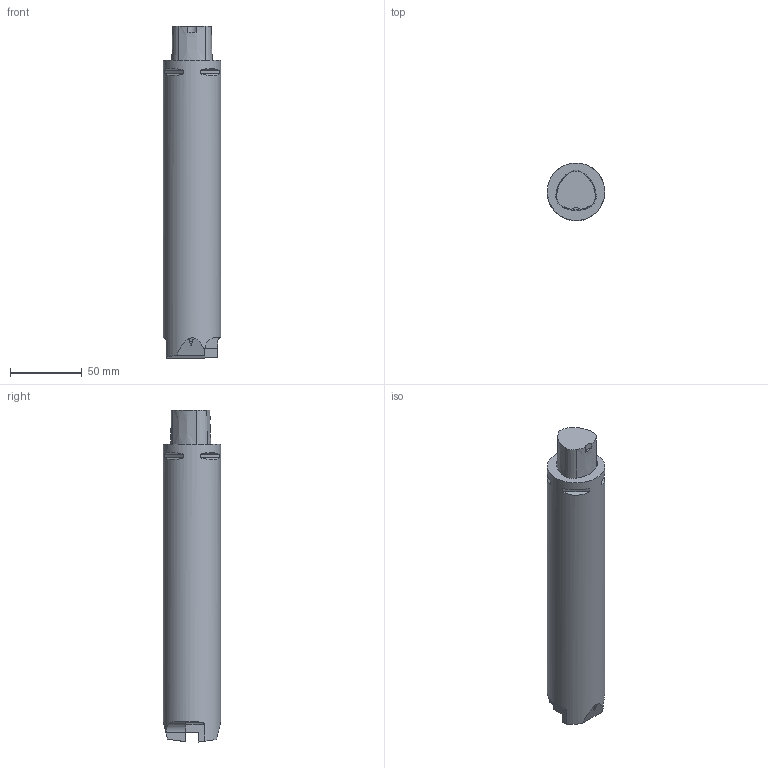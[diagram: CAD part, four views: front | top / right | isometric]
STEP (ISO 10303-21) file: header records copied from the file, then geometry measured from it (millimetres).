
FILE_DESCRIPTION(/* description */ (''),/* implementation_level */ '2;1');
FILE_NAME(/* name */ '1544793439458.stp',/* time_stamp */ '2018-12-14T14:17:33+01:00',/* author */ (''),/* organization */ ('SMS'),/* preprocessor_version */ 'ST-DEVELOPER v15',/* originating_system */ 'SIEMENS PLM Software NX 8.5',/* authorisation */ '');
FILE_SCHEMA (('AUTOMOTIVE_DESIGN { 1 0 10303 214 3 1 1 1 }'));
Length unit declared in the file: millimetre
Products named in the file (1): 201108782mod000_00
Bounding box: 39.97 x 40 x 231 mm (x, y, z)
Volume: 267404.9 mm3; surface area: 30603.4 mm2
Topology: 1 solids, 1 shells, 69 faces, 171 edges, 118 vertices
Faces by surface type: plane 49, extrusion 8, cone 6, cylinder 6
Full cylindrical faces by diameter (mm): 40 x1
Entity records: 2413 total; most frequent: CARTESIAN_POINT 735, ORIENTED_EDGE 338, DIRECTION 310, EDGE_CURVE 169, VERTEX_POINT 113, VECTOR 104, AXIS2_PLACEMENT_3D 103, LINE 96
